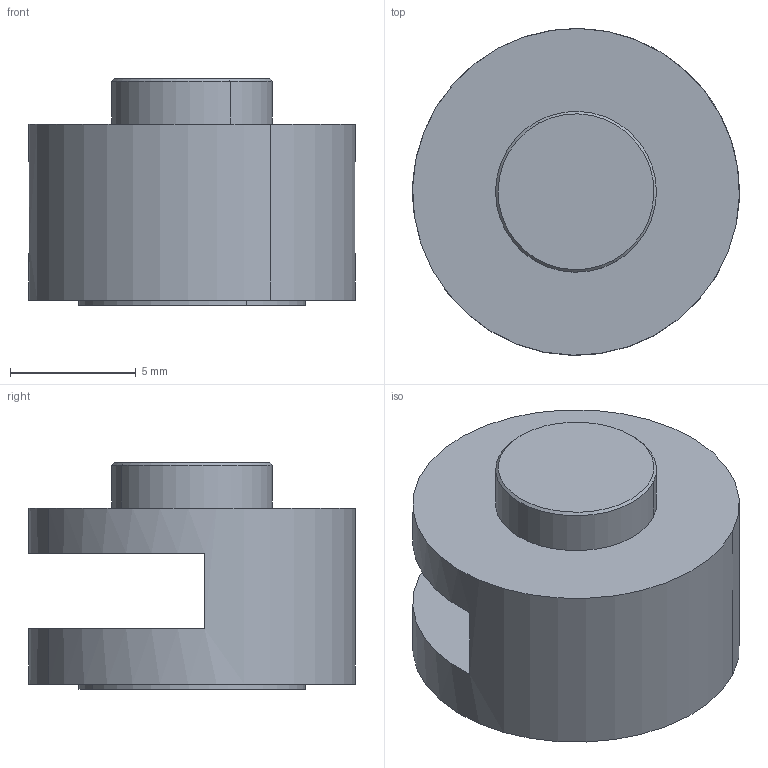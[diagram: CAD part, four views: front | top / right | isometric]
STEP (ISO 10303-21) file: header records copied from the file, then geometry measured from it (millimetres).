
FILE_DESCRIPTION(('CATIA V5 STEP Exchange'),'2;1');
FILE_NAME('MotoReducteur_PalierSortieSup.stp','2020-11-26T11:36:18+00:00',('none'),('none'),'CATIA Version 5-6 Release 2017 SP5','CATIA V5 STEP AP203','none');
FILE_SCHEMA(('CONFIG_CONTROL_DESIGN'));
Length unit declared in the file: millimetre
Products named in the file (1): MotoReducteur_PalierSortieSup
Bounding box: 13 x 13 x 9 mm (x, y, z)
Volume: 663.4 mm3; surface area: 735.2 mm2
Topology: 1 solids, 1 shells, 20 faces, 50 edges, 31 vertices
Faces by surface type: plane 8, cylinder 8, cone 4
Entity records: 583 total; most frequent: ORIENTED_EDGE 96, CARTESIAN_POINT 94, DIRECTION 76, EDGE_CURVE 48, AXIS2_PLACEMENT_3D 42, VERTEX_POINT 31, CIRCLE 27, EDGE_LOOP 23
